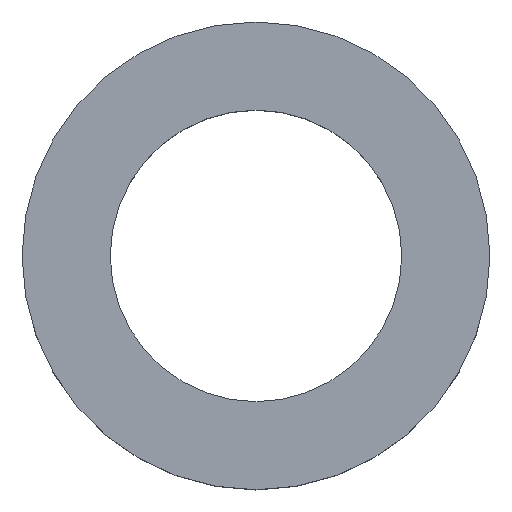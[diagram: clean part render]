
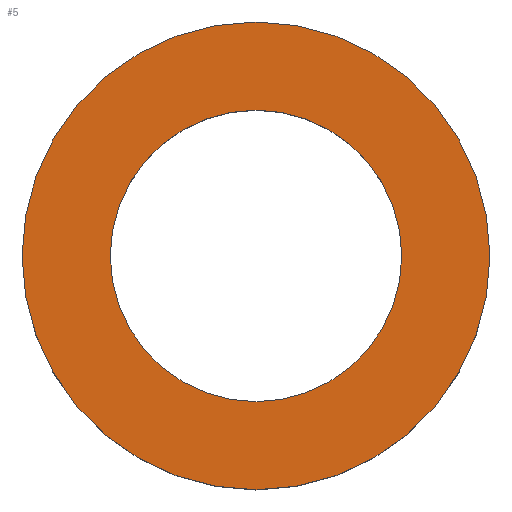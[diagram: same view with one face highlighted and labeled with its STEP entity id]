
A CAD part, top view. The second image highlights one B-rep face of the part: STEP entity #5.
In plain terms, the highlighted planar face has unit normal (0, 0, 1).
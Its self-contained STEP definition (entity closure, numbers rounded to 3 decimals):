
#2 = DIRECTION ( 'NONE',  ( 0., 0., 1. ) ) ;
#5 = ADVANCED_FACE ( 'NONE', ( #155, #248 ), #54, .T. ) ;
#9 = DIRECTION ( 'NONE',  ( 0., 0., 1. ) ) ;
#15 = DIRECTION ( 'NONE',  ( 1., 0., 0. ) ) ;
#16 = EDGE_CURVE ( 'NONE', #147, #212, #200, .T. ) ;
#17 = VERTEX_POINT ( 'NONE', #173 ) ;
#20 = DIRECTION ( 'NONE',  ( 0., 0., 1. ) ) ;
#26 = DIRECTION ( 'NONE',  ( 1., 0., 0. ) ) ;
#28 = CARTESIAN_POINT ( 'NONE',  ( 0., 0., 7. ) ) ;
#34 = CARTESIAN_POINT ( 'NONE',  ( 0., 0., 7. ) ) ;
#42 = CARTESIAN_POINT ( 'NONE',  ( 0., 0., 7. ) ) ;
#49 = VERTEX_POINT ( 'NONE', #120 ) ;
#54 = PLANE ( 'NONE',  #56 ) ;
#56 = AXIS2_PLACEMENT_3D ( 'NONE', #34, #189, #15 ) ;
#65 = ORIENTED_EDGE ( 'NONE', *, *, #16, .F. ) ;
#68 = AXIS2_PLACEMENT_3D ( 'NONE', #42, #127, #204 ) ;
#74 = ORIENTED_EDGE ( 'NONE', *, *, #88, .T. ) ;
#81 = DIRECTION ( 'NONE',  ( 1., 0., 0. ) ) ;
#88 = EDGE_CURVE ( 'NONE', #17, #49, #116, .T. ) ;
#95 = CIRCLE ( 'NONE', #153, 8.1 ) ;
#100 = DIRECTION ( 'NONE',  ( 1., 0., 0. ) ) ;
#104 = CARTESIAN_POINT ( 'NONE',  ( 8.1, 0., 7. ) ) ;
#112 = CIRCLE ( 'NONE', #152, 13. ) ;
#113 = EDGE_LOOP ( 'NONE', ( #65, #151 ) ) ;
#116 = CIRCLE ( 'NONE', #68, 13. ) ;
#120 = CARTESIAN_POINT ( 'NONE',  ( -13., 0., 7. ) ) ;
#127 = DIRECTION ( 'NONE',  ( 0., 0., 1. ) ) ;
#133 = CARTESIAN_POINT ( 'NONE',  ( 0., 0., 7. ) ) ;
#147 = VERTEX_POINT ( 'NONE', #148 ) ;
#148 = CARTESIAN_POINT ( 'NONE',  ( -8.1, 0., 7. ) ) ;
#151 = ORIENTED_EDGE ( 'NONE', *, *, #171, .F. ) ;
#152 = AXIS2_PLACEMENT_3D ( 'NONE', #28, #2, #81 ) ;
#153 = AXIS2_PLACEMENT_3D ( 'NONE', #197, #9, #26 ) ;
#155 = FACE_OUTER_BOUND ( 'NONE', #194, .T. ) ;
#171 = EDGE_CURVE ( 'NONE', #212, #147, #95, .T. ) ;
#173 = CARTESIAN_POINT ( 'NONE',  ( 13., 0., 7. ) ) ;
#188 = EDGE_CURVE ( 'NONE', #49, #17, #112, .T. ) ;
#189 = DIRECTION ( 'NONE',  ( 0., 0., 1. ) ) ;
#194 = EDGE_LOOP ( 'NONE', ( #206, #74 ) ) ;
#197 = CARTESIAN_POINT ( 'NONE',  ( 0., 0., 7. ) ) ;
#200 = CIRCLE ( 'NONE', #246, 8.1 ) ;
#204 = DIRECTION ( 'NONE',  ( 1., 0., 0. ) ) ;
#206 = ORIENTED_EDGE ( 'NONE', *, *, #188, .T. ) ;
#212 = VERTEX_POINT ( 'NONE', #104 ) ;
#246 = AXIS2_PLACEMENT_3D ( 'NONE', #133, #20, #100 ) ;
#248 = FACE_BOUND ( 'NONE', #113, .T. ) ;
